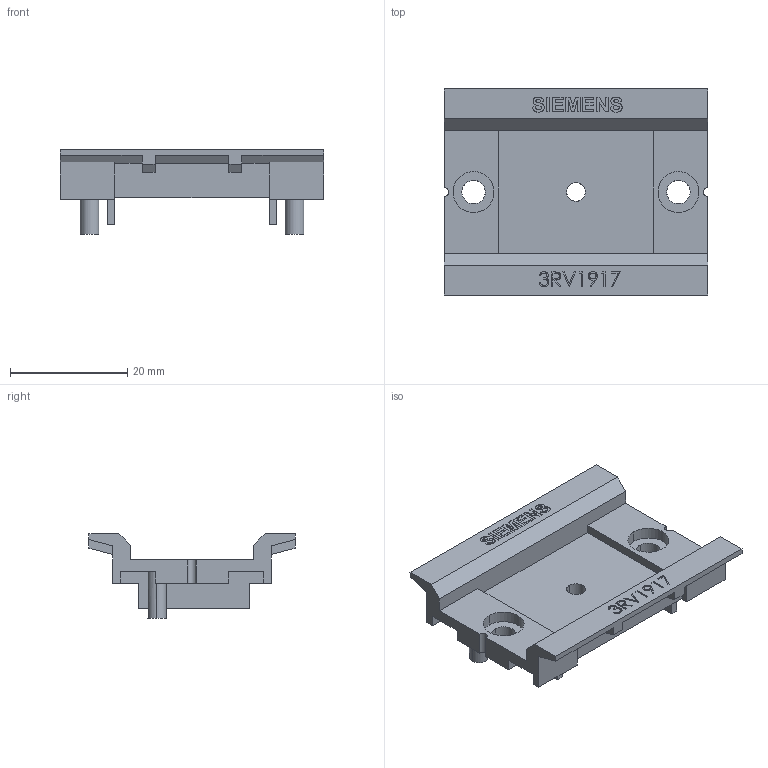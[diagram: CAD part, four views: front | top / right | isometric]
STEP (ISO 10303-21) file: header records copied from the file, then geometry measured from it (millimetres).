
FILE_DESCRIPTION(/* description */ (''),/* implementation_level */ '2;1');
FILE_NAME(/* name */ 'G_NSB0_XX_90814V.stp',/* time_stamp */ '2024-01-08T14:32:11+01:00',/* author */ (''),/* organization */ (''),/* preprocessor_version */ 'ST-DEVELOPER v18.101',/* originating_system */ 'SIEMENS PLM Software NX 2008',/* authorisation */ '');
FILE_SCHEMA (('AUTOMOTIVE_DESIGN { 1 0 10303 214 3 1 1 1 }'));
Length unit declared in the file: millimetre
Products named in the file (1): G_NSB0_XX_90814V
Bounding box: 45 x 35.2 x 14.5 mm (x, y, z)
Volume: 4858.9 mm3; surface area: 5366.7 mm2
Topology: 1 solids, 1 shells, 263 faces, 729 edges, 486 vertices
Faces by surface type: plane 189, cylinder 57, extrusion 17
Entity records: 10550 total; most frequent: CARTESIAN_POINT 3007, ORIENTED_EDGE 1458, DIRECTION 1050, EDGE_CURVE 729, VECTOR 532, LINE 515, VERTEX_POINT 486, EDGE_LOOP 287
